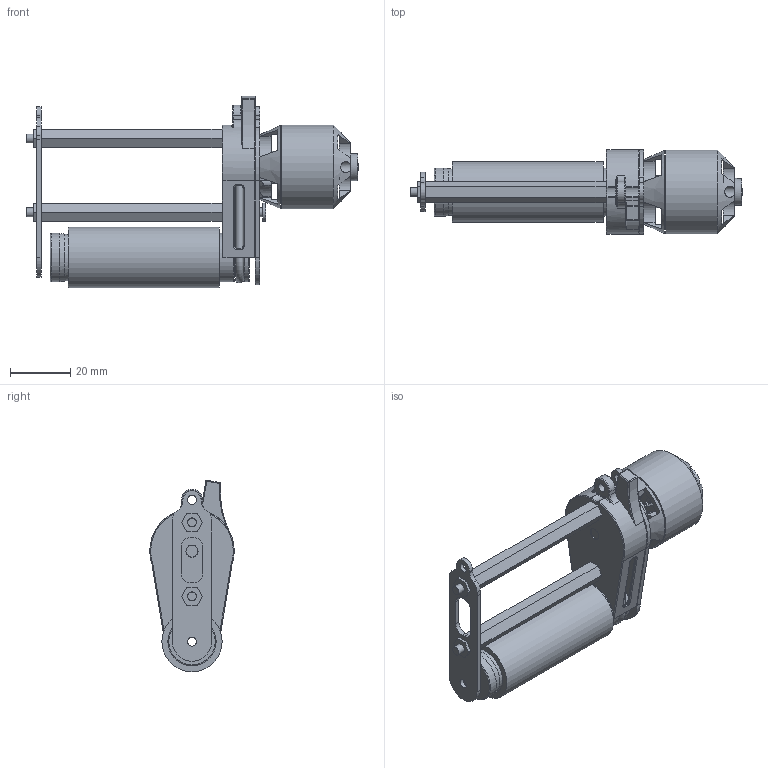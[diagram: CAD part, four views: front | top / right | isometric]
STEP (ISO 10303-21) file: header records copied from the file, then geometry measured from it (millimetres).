
FILE_DESCRIPTION(/* description */ (''),/* implementation_level */ '2;1');
FILE_NAME(/* name */ 'admix_1_dribbler_ver5.step',/* time_stamp */ '2025-06-26T18:58:20+09:00',/* author */ (''),/* organization */ (''),/* preprocessor_version */ 'ST-DEVELOPER v20.1',/* originating_system */ 'Autodesk Translation Framework v14.10.0.0',/* authorisation */ '');
FILE_SCHEMA (('AUTOMOTIVE_DESIGN { 1 0 10303 214 3 1 1 }'));
Length unit declared in the file: millimetre
Products named in the file (14): admix_1_dribbler_ver5; C2836 v3; coil; dribbler5_alumiR; dribbler4_pillar; dribbler3_tube; dribbler5_rubberwheel; dribbler5_wheel_motor; spacer_10mm; dribbler5_alumiL_ver2; flatscrew; nut; spacer_60mm; dribbler5_cover_ver2
Assembly tree (16 placements, depth 3):
  admix_1_dribbler_ver5
    C2836 v3
      coil
    dribbler5_alumiR
    dribbler4_pillar
    dribbler3_tube
    dribbler5_rubberwheel
    dribbler5_wheel_motor
    spacer_10mm
    spacer_60mm  x2
    nut  x2
    flatscrew  x2
    dribbler5_alumiL_ver2
    dribbler5_cover_ver2
Bounding box: 110.07 x 28 x 63.49 mm (x, y, z)
Volume: 33512.9 mm3; surface area: 36330.2 mm2
Topology: 161 solids, 161 shells, 1683 faces, 3989 edges, 2610 vertices
Faces by surface type: plane 948, cylinder 646, torus 43, bspline 24, sphere 18, cone 4
Full cylindrical faces by diameter (mm): 2.1 x4, 2.53 x1, 2.927 x5, 3 x17, 3.2 x4, 3.63 x4, 4 x3, 4.52 x2, 6 x2, 7.7 x1, 8 x1, 8.93 x1, 10.68 x1, 12 x2, 16 x6, 20 x1, 23.13 x2, 27.78 x1
Entity records: 49092 total; most frequent: CARTESIAN_POINT 9116, DIRECTION 8641, ORIENTED_EDGE 7806, EDGE_CURVE 3903, AXIS2_PLACEMENT_3D 3147, VERTEX_POINT 2554, LINE 2347, VECTOR 2347
